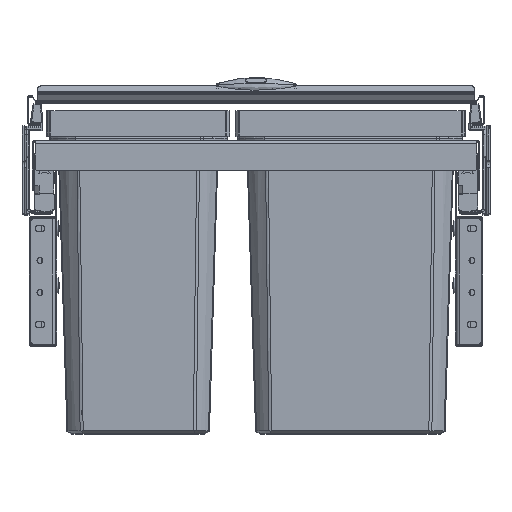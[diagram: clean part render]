
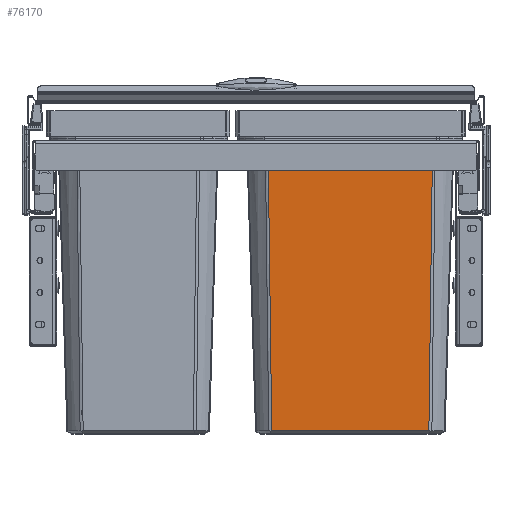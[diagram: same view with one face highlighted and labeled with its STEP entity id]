
A CAD part, top view. The second image highlights one B-rep face of the part: STEP entity #76170.
In plain terms, the highlighted planar face has unit normal (0, -0.031, 1).
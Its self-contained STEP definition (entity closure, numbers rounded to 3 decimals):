
#14649=EDGE_CURVE('9833',#39726,#39723,#39727,.T.);
#14701=EDGE_CURVE('9781',#39723,#39794,#39797,.T.);
#14703=EDGE_CURVE('9817',#39799,#39794,#39800,.T.);
#14705=EDGE_CURVE('9786',#39726,#39799,#39802,.T.);
#39723=VERTEX_POINT('',#75379);
#39726=VERTEX_POINT('',#75390);
#39727=LINE('',#75391,#75392);
#39794=VERTEX_POINT('',#75584);
#39797=B_SPLINE_CURVE_WITH_KNOTS('',3,(#75593,#75594,#75595,#75596,#75597,#75598),.UNSPECIFIED.,.F.,.F.,(4,1,1,4),(0.0,0.333,0.667,1.0),.UNSPECIFIED.);
#39799=VERTEX_POINT('',#75601);
#39800=LINE('',#75602,#75603);
#39802=B_SPLINE_CURVE_WITH_KNOTS('',3,(#75606,#75607,#75608,#75609,#75610,#75611),.UNSPECIFIED.,.F.,.F.,(4,1,1,4),(0.0,0.333,0.667,1.0),.UNSPECIFIED.);
#75379=CARTESIAN_POINT('',(11.871,9.8,-11.429));
#75390=CARTESIAN_POINT('',(176.729,9.8,-11.429));
#75391=CARTESIAN_POINT('',(176.729,9.8,-11.429));
#75392=VECTOR('',#132172,164.857);
#75584=CARTESIAN_POINT('',(15.72,-290.329,-20.784));
#75593=CARTESIAN_POINT('',(11.871,9.8,-11.429));
#75594=CARTESIAN_POINT('',(12.317,-25.284,-12.522));
#75595=CARTESIAN_POINT('',(13.196,-94.295,-14.673));
#75596=CARTESIAN_POINT('',(14.478,-194.335,-17.792));
#75597=CARTESIAN_POINT('',(15.309,-258.716,-19.799));
#75598=CARTESIAN_POINT('',(15.72,-290.329,-20.784));
#75601=CARTESIAN_POINT('',(172.88,-290.329,-20.784));
#75602=CARTESIAN_POINT('',(172.88,-290.329,-20.784));
#75603=VECTOR('',#132184,157.161);
#75606=CARTESIAN_POINT('',(176.729,9.8,-11.429));
#75607=CARTESIAN_POINT('',(176.283,-25.284,-12.522));
#75608=CARTESIAN_POINT('',(175.404,-94.295,-14.673));
#75609=CARTESIAN_POINT('',(174.122,-194.335,-17.792));
#75610=CARTESIAN_POINT('',(173.291,-258.716,-19.799));
#75611=CARTESIAN_POINT('',(172.88,-290.329,-20.784));
#76170=ADVANCED_FACE('7138',(#132546),#132547,.T.);
#132172=DIRECTION('',(-1.0,0.0,0.0));
#132184=DIRECTION('',(-1.0,0.0,0.0));
#132546=FACE_OUTER_BOUND('',#167286,.T.);
#132547=PLANE('',#167287);
#167286=EDGE_LOOP('',(#186816,#186817,#186818,#186819));
#167287=AXIS2_PLACEMENT_3D('',#186820,#186821,#186822);
#186816=ORIENTED_EDGE('',*,*,#14703,.F.);
#186817=ORIENTED_EDGE('',*,*,#14705,.F.);
#186818=ORIENTED_EDGE('',*,*,#14649,.T.);
#186819=ORIENTED_EDGE('',*,*,#14701,.T.);
#186820=CARTESIAN_POINT('',(94.3,-130.469,-15.801));
#186821=DIRECTION('',(0.0,-0.031,1.));
#186822=DIRECTION('',(1.0,0.0,0.0));
